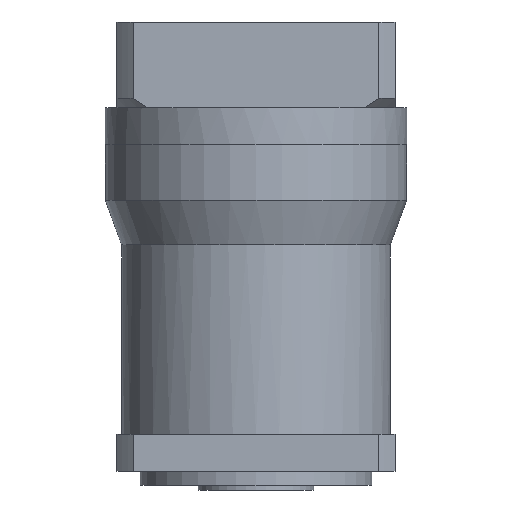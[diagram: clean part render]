
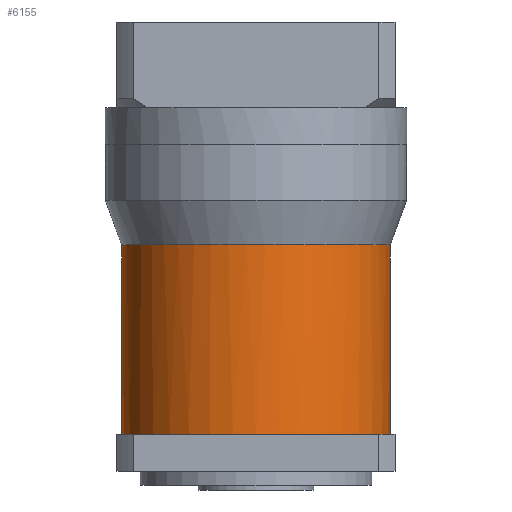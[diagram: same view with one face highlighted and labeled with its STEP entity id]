
A CAD part, front view. The second image highlights one B-rep face of the part: STEP entity #6155.
In plain terms, the highlighted cylindrical face has radius 29 mm (diameter 58 mm), a partial arc.
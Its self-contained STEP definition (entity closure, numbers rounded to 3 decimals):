
#92 = CARTESIAN_POINT ( 'NONE',  ( -12.851, -26.066, -29.62 ) ) ;
#187 = CARTESIAN_POINT ( 'NONE',  ( 23.058, -17.69, -29.62 ) ) ;
#269 = CARTESIAN_POINT ( 'NONE',  ( 21.848, -19.164, -29.62 ) ) ;
#373 = VERTEX_POINT ( 'NONE', #1154 ) ;
#374 = CARTESIAN_POINT ( 'NONE',  ( -29., 0., -70.5 ) ) ;
#382 = AXIS2_PLACEMENT_3D ( 'NONE', #2263, #1205, #4862 ) ;
#689 = CARTESIAN_POINT ( 'NONE',  ( 25.167, -14.533, -29.62 ) ) ;
#733 = DIRECTION ( 'NONE',  ( -1., 0., 0. ) ) ;
#769 = CARTESIAN_POINT ( 'NONE',  ( -23.058, -17.69, -29.62 ) ) ;
#1038 = CARTESIAN_POINT ( 'NONE',  ( -9.344, -27.519, -29.62 ) ) ;
#1081 = B_SPLINE_CURVE_WITH_KNOTS ( 'NONE', 3,
 ( #5869, #1254, #1732, #1664, #5223, #5201, #689, #187, #269, #4297, #4199, #3835, #2133, #5291, #2197, #5340, #1157, #2676, #2379, #1799, #1038, #92, #3884, #3683, #3812, #1178, #769, #4847, #6309, #3283, #6352, #2264, #1683, #1822 ),
 .UNSPECIFIED., .F., .F.,
 ( 4, 2, 2, 2, 2, 2, 2, 2, 2, 2, 2, 2, 2, 2, 2, 2, 4 ),
 ( 0.5, 0.531, 0.563, 0.594, 0.625, 0.656, 0.688, 0.719, 0.75, 0.781, 0.813, 0.844, 0.875, 0.906, 0.938, 0.969, 1. ),
 .UNSPECIFIED. ) ;
#1154 = CARTESIAN_POINT ( 'NONE',  ( 28.999, 0., -29.62 ) ) ;
#1157 = CARTESIAN_POINT ( 'NONE',  ( 1.898, -29., -29.62 ) ) ;
#1178 = CARTESIAN_POINT ( 'NONE',  ( -21.848, -19.164, -29.62 ) ) ;
#1205 = DIRECTION ( 'NONE',  ( 0., 0., 1. ) ) ;
#1230 = ORIENTED_EDGE ( 'NONE', *, *, #1831, .F. ) ;
#1254 = CARTESIAN_POINT ( 'NONE',  ( 29., -1.898, -29.62 ) ) ;
#1492 = CIRCLE ( 'NONE', #3986, 29. ) ;
#1571 = DIRECTION ( 'NONE',  ( 0., 0., 1. ) ) ;
#1583 = EDGE_LOOP ( 'NONE', ( #2394, #1230, #5942, #2978 ) ) ;
#1596 = CARTESIAN_POINT ( 'NONE',  ( 29., 0., -78.5 ) ) ;
#1664 = CARTESIAN_POINT ( 'NONE',  ( 28.072, -7.519, -29.62 ) ) ;
#1683 = CARTESIAN_POINT ( 'NONE',  ( -29., -1.898, -29.62 ) ) ;
#1732 = CARTESIAN_POINT ( 'NONE',  ( 28.813, -3.796, -29.62 ) ) ;
#1799 = CARTESIAN_POINT ( 'NONE',  ( -7.519, -28.072, -29.62 ) ) ;
#1822 = CARTESIAN_POINT ( 'NONE',  ( -28.999, 0., -29.62 ) ) ;
#1831 = EDGE_CURVE ( 'NONE', #3606, #2500, #1492, .T. ) ;
#1872 = EDGE_CURVE ( 'NONE', #373, #5665, #1081, .T. ) ;
#2133 = CARTESIAN_POINT ( 'NONE',  ( 12.851, -26.066, -29.62 ) ) ;
#2152 = DIRECTION ( 'NONE',  ( 0., 0., 1. ) ) ;
#2197 = CARTESIAN_POINT ( 'NONE',  ( 7.519, -28.072, -29.62 ) ) ;
#2263 = CARTESIAN_POINT ( 'NONE',  ( 0., 0., -78.5 ) ) ;
#2264 = CARTESIAN_POINT ( 'NONE',  ( -28.813, -3.796, -29.62 ) ) ;
#2379 = CARTESIAN_POINT ( 'NONE',  ( -3.796, -28.813, -29.62 ) ) ;
#2394 = ORIENTED_EDGE ( 'NONE', *, *, #6001, .F. ) ;
#2500 = VERTEX_POINT ( 'NONE', #374 ) ;
#2676 = CARTESIAN_POINT ( 'NONE',  ( -1.898, -29., -29.62 ) ) ;
#2978 = ORIENTED_EDGE ( 'NONE', *, *, #1872, .T. ) ;
#3283 = CARTESIAN_POINT ( 'NONE',  ( -27.519, -9.344, -29.62 ) ) ;
#3606 = VERTEX_POINT ( 'NONE', #4941 ) ;
#3683 = CARTESIAN_POINT ( 'NONE',  ( -17.69, -23.058, -29.62 ) ) ;
#3812 = CARTESIAN_POINT ( 'NONE',  ( -19.164, -21.848, -29.62 ) ) ;
#3835 = CARTESIAN_POINT ( 'NONE',  ( 14.533, -25.167, -29.62 ) ) ;
#3884 = CARTESIAN_POINT ( 'NONE',  ( -14.533, -25.167, -29.62 ) ) ;
#3964 = CYLINDRICAL_SURFACE ( 'NONE', #382, 29. ) ;
#3986 = AXIS2_PLACEMENT_3D ( 'NONE', #4891, #5271, #733 ) ;
#4065 = FACE_OUTER_BOUND ( 'NONE', #1583, .T. ) ;
#4199 = CARTESIAN_POINT ( 'NONE',  ( 17.69, -23.058, -29.62 ) ) ;
#4278 = VECTOR ( 'NONE', #2152, 1000. ) ;
#4297 = CARTESIAN_POINT ( 'NONE',  ( 19.164, -21.848, -29.62 ) ) ;
#4299 = VECTOR ( 'NONE', #1571, 1000. ) ;
#4334 = LINE ( 'NONE', #1596, #4299 ) ;
#4362 = LINE ( 'NONE', #6206, #4278 ) ;
#4847 = CARTESIAN_POINT ( 'NONE',  ( -25.167, -14.533, -29.62 ) ) ;
#4862 = DIRECTION ( 'NONE',  ( 1., 0., 0. ) ) ;
#4891 = CARTESIAN_POINT ( 'NONE',  ( 0., 0., -70.5 ) ) ;
#4941 = CARTESIAN_POINT ( 'NONE',  ( 29., 0., -70.5 ) ) ;
#5201 = CARTESIAN_POINT ( 'NONE',  ( 26.066, -12.851, -29.62 ) ) ;
#5223 = CARTESIAN_POINT ( 'NONE',  ( 27.519, -9.344, -29.62 ) ) ;
#5271 = DIRECTION ( 'NONE',  ( 0., 0., -1. ) ) ;
#5291 = CARTESIAN_POINT ( 'NONE',  ( 9.344, -27.519, -29.62 ) ) ;
#5340 = CARTESIAN_POINT ( 'NONE',  ( 3.796, -28.813, -29.62 ) ) ;
#5665 = VERTEX_POINT ( 'NONE', #6145 ) ;
#5869 = CARTESIAN_POINT ( 'NONE',  ( 28.999, 0., -29.62 ) ) ;
#5942 = ORIENTED_EDGE ( 'NONE', *, *, #5967, .T. ) ;
#5967 = EDGE_CURVE ( 'NONE', #3606, #373, #4334, .T. ) ;
#6001 = EDGE_CURVE ( 'NONE', #2500, #5665, #4362, .T. ) ;
#6145 = CARTESIAN_POINT ( 'NONE',  ( -28.999, 0., -29.62 ) ) ;
#6155 = ADVANCED_FACE ( 'NONE', ( #4065 ), #3964, .T. ) ;
#6206 = CARTESIAN_POINT ( 'NONE',  ( -29., 0., -78.5 ) ) ;
#6309 = CARTESIAN_POINT ( 'NONE',  ( -26.066, -12.851, -29.62 ) ) ;
#6352 = CARTESIAN_POINT ( 'NONE',  ( -28.072, -7.519, -29.62 ) ) ;
